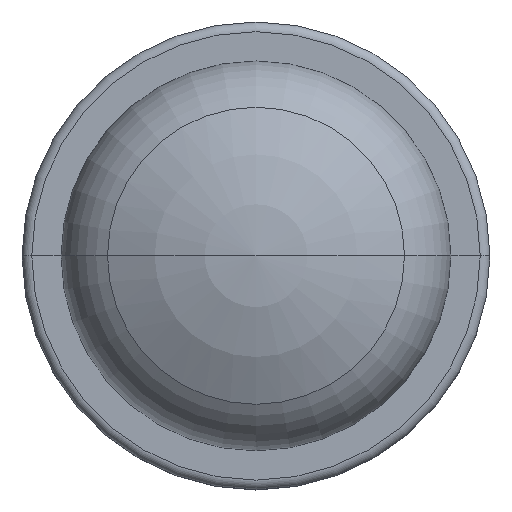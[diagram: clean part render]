
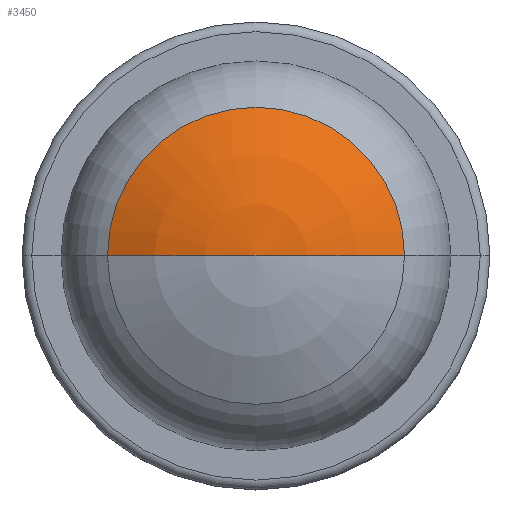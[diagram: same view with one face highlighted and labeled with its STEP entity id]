
A CAD part, top view. The second image highlights one B-rep face of the part: STEP entity #3450.
In plain terms, the highlighted toroidal (fillet/blend) face has major radius 0 mm and minor radius 158 mm.
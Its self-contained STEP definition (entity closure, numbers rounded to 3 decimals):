
#28 = VERTEX_POINT ( 'NONE', #61 ) ;
#61 = CARTESIAN_POINT ( 'NONE',  ( 0., 0., 395.787 ) ) ;
#88 = EDGE_CURVE ( 'NONE', #3210, #1343, #2318, .T. ) ;
#142 = DIRECTION ( 'NONE',  ( 0., 0., 1. ) ) ;
#601 = AXIS2_PLACEMENT_3D ( 'NONE', #1991, #916, #2040 ) ;
#674 = AXIS2_PLACEMENT_3D ( 'NONE', #791, #3272, #2435 ) ;
#696 = CARTESIAN_POINT ( 'NONE',  ( -76.179, 0., 376.21 ) ) ;
#707 = EDGE_CURVE ( 'NONE', #1343, #28, #1004, .T. ) ;
#791 = CARTESIAN_POINT ( 'NONE',  ( 0., 0., 237.787 ) ) ;
#814 = DIRECTION ( 'NONE',  ( 0., 1., 0. ) ) ;
#827 = AXIS2_PLACEMENT_3D ( 'NONE', #3291, #814, #2210 ) ;
#916 = DIRECTION ( 'NONE',  ( 0., 0., 1. ) ) ;
#1004 = CIRCLE ( 'NONE', #827, 158. ) ;
#1023 = EDGE_CURVE ( 'NONE', #3210, #28, #2333, .T. ) ;
#1343 = VERTEX_POINT ( 'NONE', #696 ) ;
#1421 = TOROIDAL_SURFACE ( 'NONE', #2330, 0., 158. ) ;
#1461 = DIRECTION ( 'NONE',  ( 1., 0., 0. ) ) ;
#1991 = CARTESIAN_POINT ( 'NONE',  ( 0., 0., 376.21 ) ) ;
#2022 = ORIENTED_EDGE ( 'NONE', *, *, #88, .T. ) ;
#2040 = DIRECTION ( 'NONE',  ( 1., 0., 0. ) ) ;
#2210 = DIRECTION ( 'NONE',  ( -1., 0., 0. ) ) ;
#2298 = CARTESIAN_POINT ( 'NONE',  ( 0., 0., 237.787 ) ) ;
#2318 = CIRCLE ( 'NONE', #601, 76.179 ) ;
#2330 = AXIS2_PLACEMENT_3D ( 'NONE', #2298, #142, #1461 ) ;
#2333 = CIRCLE ( 'NONE', #674, 158. ) ;
#2351 = FACE_OUTER_BOUND ( 'NONE', #3200, .T. ) ;
#2435 = DIRECTION ( 'NONE',  ( 0., 0., -1. ) ) ;
#2915 = ORIENTED_EDGE ( 'NONE', *, *, #1023, .F. ) ;
#2948 = CARTESIAN_POINT ( 'NONE',  ( 76.179, 0., 376.21 ) ) ;
#3200 = EDGE_LOOP ( 'NONE', ( #2022, #3419, #2915 ) ) ;
#3210 = VERTEX_POINT ( 'NONE', #2948 ) ;
#3272 = DIRECTION ( 'NONE',  ( 0., -1., 0. ) ) ;
#3291 = CARTESIAN_POINT ( 'NONE',  ( 0., 0., 237.787 ) ) ;
#3419 = ORIENTED_EDGE ( 'NONE', *, *, #707, .T. ) ;
#3450 = ADVANCED_FACE ( 'NONE', ( #2351 ), #1421, .T. ) ;
